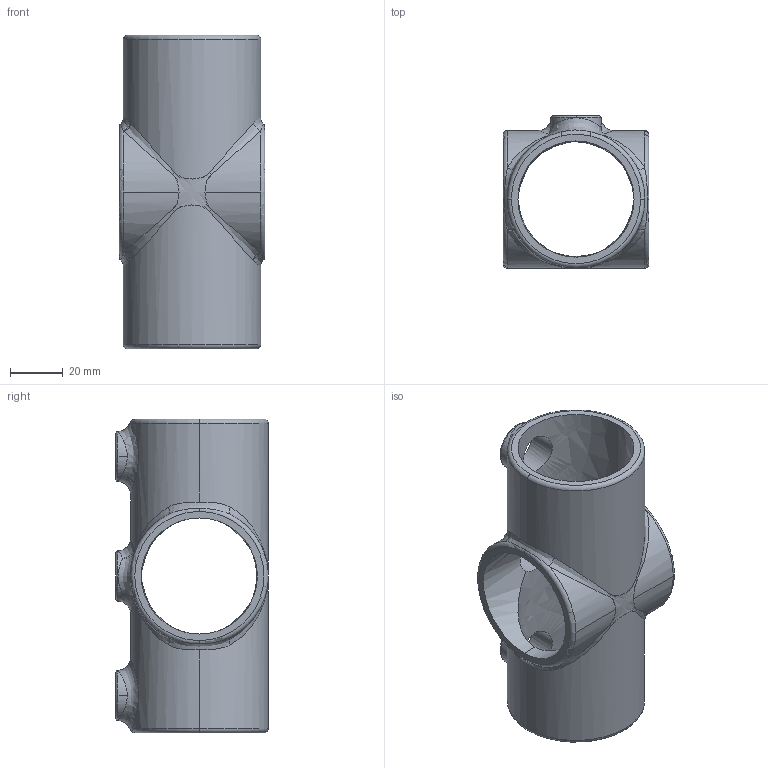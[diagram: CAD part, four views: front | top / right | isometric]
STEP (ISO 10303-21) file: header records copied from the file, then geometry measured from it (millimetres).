
FILE_DESCRIPTION((''),'2;1');
FILE_NAME('kk26-7.stp','2002-01-01T00:32:26',('Administrator'),(''),'Autodesk Inventor (tm) 3.0','Autodesk Inventor (tm) 3.0','');
FILE_SCHEMA(('CONFIG_CONTROL_DESIGN'));
Length unit declared in the file: inch
Products named in the file (1): kk26-7
Bounding box: 55.5 x 57.93 x 119.38 mm (x, y, z)
Volume: 69465.9 mm3; surface area: 37320 mm2
Topology: 1 solids, 1 shells, 80 faces, 217 edges, 132 vertices
Faces by surface type: bspline 39, cylinder 18, torus 16, plane 7
Entity records: 5165 total; most frequent: CARTESIAN_POINT 3211, ORIENTED_EDGE 426, DIRECTION 354, EDGE_CURVE 213, AXIS2_PLACEMENT_3D 163, VERTEX_POINT 132, CIRCLE 97, EDGE_LOOP 89
